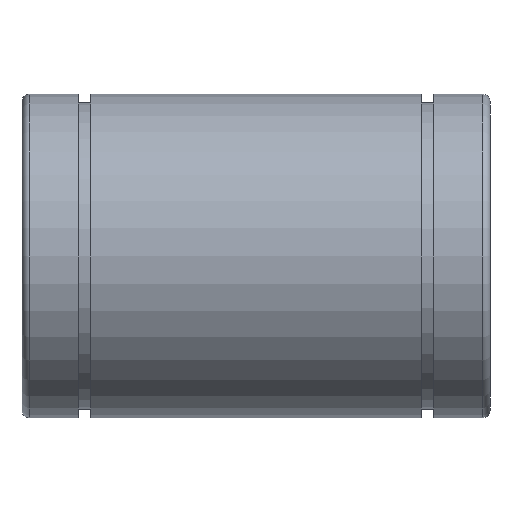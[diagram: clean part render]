
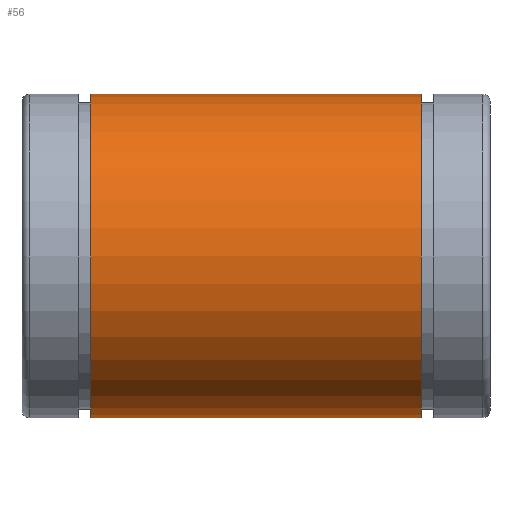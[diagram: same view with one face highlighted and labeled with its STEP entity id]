
A CAD part, front view. The second image highlights one B-rep face of the part: STEP entity #56.
In plain terms, the highlighted cylindrical face has radius 23.5 mm (diameter 47 mm), a full revolution.
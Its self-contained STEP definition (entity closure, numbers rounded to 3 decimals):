
#56 = ADVANCED_FACE( '', ( #121, #122 ), #123, .T. );
#121 = FACE_OUTER_BOUND( '', #192, .T. );
#122 = FACE_OUTER_BOUND( '', #193, .T. );
#123 = CYLINDRICAL_SURFACE( '', #194, 23.5 );
#192 = EDGE_LOOP( '', ( #273 ) );
#193 = EDGE_LOOP( '', ( #274 ) );
#194 = AXIS2_PLACEMENT_3D( '', #275, #276, #277 );
#273 = ORIENTED_EDGE( '', *, *, #333, .T. );
#274 = ORIENTED_EDGE( '', *, *, #339, .F. );
#275 = CARTESIAN_POINT( '', ( 68., 0., 0. ) );
#276 = DIRECTION( '', ( -1., 0., 0. ) );
#277 = DIRECTION( '', ( 0., 0., -1. ) );
#333 = EDGE_CURVE( '', #372, #372, #373, .T. );
#339 = EDGE_CURVE( '', #381, #381, #382, .T. );
#372 = VERTEX_POINT( '', #420 );
#373 = CIRCLE( '', #421, 23.5 );
#381 = VERTEX_POINT( '', #429 );
#382 = CIRCLE( '', #430, 23.5 );
#420 = CARTESIAN_POINT( '', ( 10., 0., -23.5 ) );
#421 = AXIS2_PLACEMENT_3D( '', #469, #470, #471 );
#429 = CARTESIAN_POINT( '', ( 58., 0., -23.5 ) );
#430 = AXIS2_PLACEMENT_3D( '', #478, #479, #480 );
#469 = CARTESIAN_POINT( '', ( 10., 0., 0. ) );
#470 = DIRECTION( '', ( 1., 0., 0. ) );
#471 = DIRECTION( '', ( 0., 0., -1. ) );
#478 = CARTESIAN_POINT( '', ( 58., 0., 0. ) );
#479 = DIRECTION( '', ( 1., 0., 0. ) );
#480 = DIRECTION( '', ( 0., 0., -1. ) );
